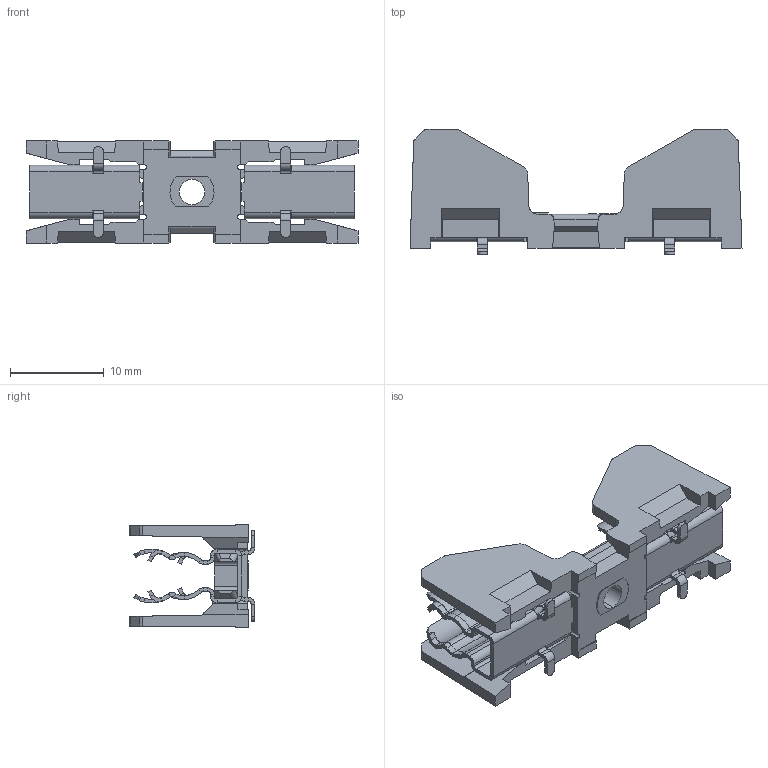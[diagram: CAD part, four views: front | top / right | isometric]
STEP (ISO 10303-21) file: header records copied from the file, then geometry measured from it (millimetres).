
FILE_DESCRIPTION(('CAx-IF Rec.Pracs.---Model Styling and Organization---1.5---2016-08-15','CAx-IF Rec.Pracs.---Geometric and Assembly Validation Properties---4.4---2016-08-17','CAx-IF Rec.Pracs.---User Defined Attributes---1.5---2016-08-15','CAx-IF Rec.Pracs.---External References---2.1---2005-01-19'),'2;1');
FILE_NAME('405934.step','2024-11-25T18:13:11',('Unspecified'),('Unspecified'),'CAD Exchanger 3.10.2 (cadexchanger.com)','Unspecified','');
FILE_SCHEMA(('AUTOMOTIVE_DESIGN { 1 0 10303 214 1 1 1 1 }'));
Length unit declared in the file: millimetre
Products named in the file (1): OGD-SMD_STEP
Bounding box: 35.4 x 13.4 x 10.9 mm (x, y, z)
Volume: 1257.1 mm3; surface area: 3132.6 mm2
Topology: 3 solids, 3 shells, 1120 faces, 2644 edges, 1532 vertices
Faces by surface type: plane 760, cylinder 272, bspline 88
Entity records: 42095 total; most frequent: CARTESIAN_POINT 8481, ORIENTED_EDGE 5288, DIRECTION 4834, EDGE_CURVE 2644, LINE 1784, VECTOR 1784, VERTEX_POINT 1532, AXIS2_PLACEMENT_3D 1525
